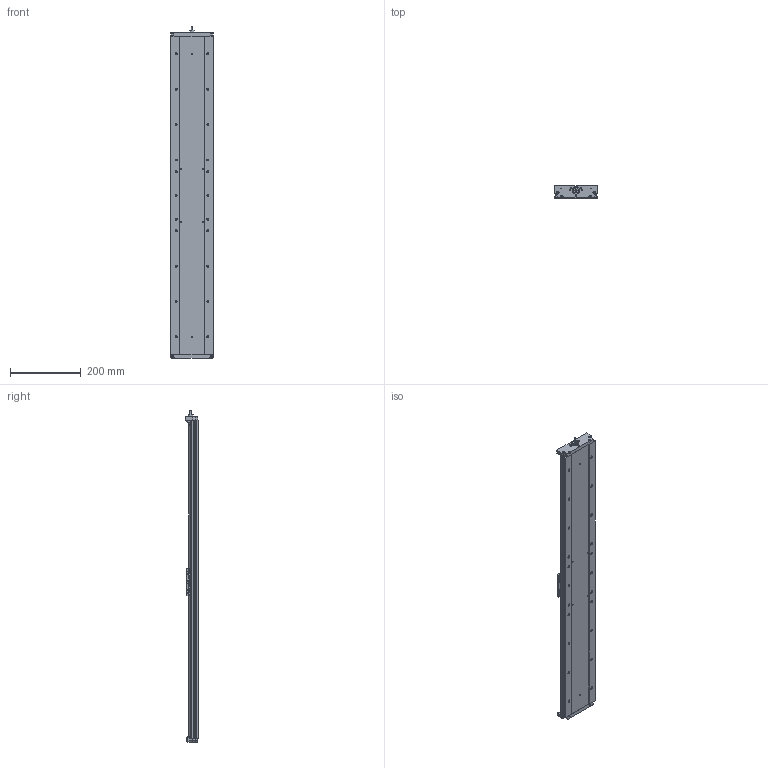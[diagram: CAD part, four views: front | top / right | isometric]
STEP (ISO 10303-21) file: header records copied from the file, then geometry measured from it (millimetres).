
FILE_DESCRIPTION (( 'STEP AP203' ), '1' );
FILE_NAME ('LAHP-33WTM810LP25.step', '2020-12-09T21:47:28', ( '' ), ( '' ), 'SwSTEP 2.0', 'SolidWorks 2019', '' );
FILE_SCHEMA (( 'CONFIG_CONTROL_DESIGN' ));
Length unit declared in the file: inch
Products named in the file (3): LAHP-33WTM810LP25_BASE; LAHP-33WTM810LP25; LAHP-33WTM810LP25_CARRIAGE
Assembly tree (2 placements, depth 2):
  LAHP-33WTM810LP25
    LAHP-33WTM810LP25_BASE
    LAHP-33WTM810LP25_CARRIAGE
Bounding box: 120 x 34.59 x 939.06 mm (x, y, z)
Volume: 1321741.8 mm3; surface area: 415342.9 mm2
Topology: 2 solids, 13 shells, 2340 faces, 5640 edges, 3464 vertices
Faces by surface type: cylinder 1198, plane 755, cone 367, bspline 14, torus 6
Entity records: 67634 total; most frequent: DIRECTION 12536, CARTESIAN_POINT 12031, ORIENTED_EDGE 10636, EDGE_CURVE 5318, AXIS2_PLACEMENT_3D 4955, VERTEX_POINT 3464, EDGE_LOOP 2896, LINE 2626
